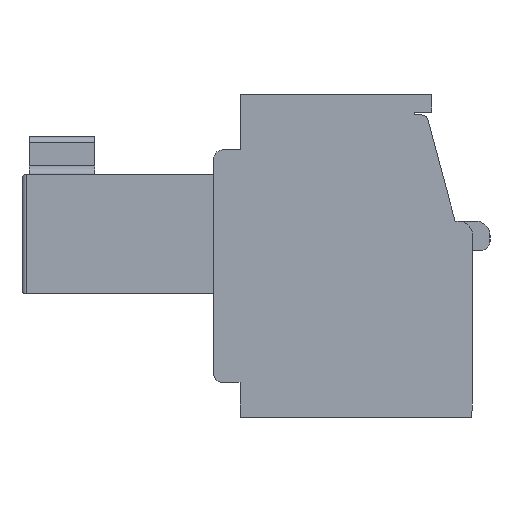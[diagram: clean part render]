
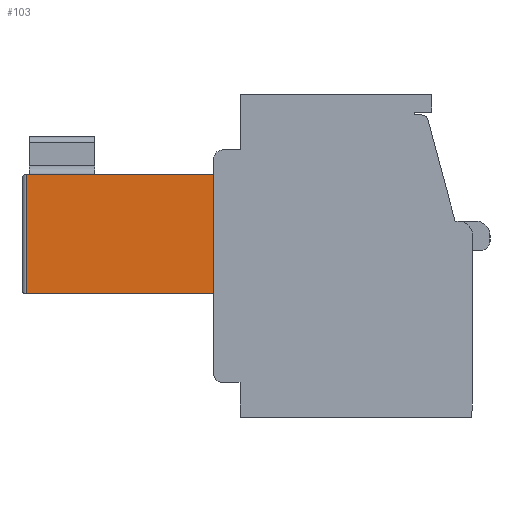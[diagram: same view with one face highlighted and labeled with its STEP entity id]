
A CAD part, left-side view. The second image highlights one B-rep face of the part: STEP entity #103.
In plain terms, the highlighted planar face has unit normal (-1, 0.013, 0).
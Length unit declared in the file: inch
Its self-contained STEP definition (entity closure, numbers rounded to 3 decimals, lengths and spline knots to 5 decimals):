
#103 = ADVANCED_FACE ( 'NONE', ( #21076 ), #40067, .F. ) ;
#385 = DIRECTION ( 'NONE',  ( 0.013, 1., 0.007 ) ) ;
#1084 = LINE ( 'NONE', #44101, #1732 ) ;
#1472 = EDGE_CURVE ( 'NONE', #17593, #11788, #7895, .T. ) ;
#1732 = VECTOR ( 'NONE', #385, 39.37008 ) ;
#2277 = LINE ( 'NONE', #28731, #38356 ) ;
#2958 = ORIENTED_EDGE ( 'NONE', *, *, #46901, .F. ) ;
#3302 = CARTESIAN_POINT ( 'NONE',  ( 0.03491, 0.56969, 0.32874 ) ) ;
#3384 = VERTEX_POINT ( 'NONE', #40670 ) ;
#5099 = AXIS2_PLACEMENT_3D ( 'NONE', #3302, #36233, #14135 ) ;
#6531 = CARTESIAN_POINT ( 'NONE',  ( 0.03536, 0.60323, 0.16732 ) ) ;
#7895 = LINE ( 'NONE', #22528, #20553 ) ;
#8809 = DIRECTION ( 'NONE',  ( 0.013, 1., 0. ) ) ;
#8982 = CARTESIAN_POINT ( 'NONE',  ( 0.03536, 0.60323, 0.32874 ) ) ;
#10002 = LINE ( 'NONE', #43152, #41305 ) ;
#11049 = VECTOR ( 'NONE', #8809, 39.37008 ) ;
#11485 = CARTESIAN_POINT ( 'NONE',  ( 0.03197, 0.34921, 0.32874 ) ) ;
#11788 = VERTEX_POINT ( 'NONE', #33813 ) ;
#11968 = EDGE_CURVE ( 'NONE', #25059, #45979, #10002, .T. ) ;
#12220 = B_SPLINE_CURVE_WITH_KNOTS ( 'NONE', 3,
 ( #35779, #35550, #17300, #38884 ),
 .UNSPECIFIED., .F., .F.,
 ( 4, 4 ),
 ( 0., 1. ),
 .UNSPECIFIED. ) ;
#13380 = EDGE_LOOP ( 'NONE', ( #27255, #2958, #45246, #27765, #27251, #25178 ) ) ;
#14135 = DIRECTION ( 'NONE',  ( 0.013, 1., 0. ) ) ;
#16957 = DIRECTION ( 'NONE',  ( -0.013, -1., 0. ) ) ;
#17300 = CARTESIAN_POINT ( 'NONE',  ( 0.03535, 0.60318, 0.32874 ) ) ;
#17593 = VERTEX_POINT ( 'NONE', #11485 ) ;
#20553 = VECTOR ( 'NONE', #37186, 39.37008 ) ;
#21076 = FACE_OUTER_BOUND ( 'NONE', #13380, .T. ) ;
#21943 = EDGE_CURVE ( 'NONE', #3384, #17593, #2277, .T. ) ;
#22528 = CARTESIAN_POINT ( 'NONE',  ( 0.03197, 0.34921, 0.11821 ) ) ;
#22643 = VERTEX_POINT ( 'NONE', #31960 ) ;
#24674 = DIRECTION ( 'NONE',  ( 0., 0., 1. ) ) ;
#25059 = VERTEX_POINT ( 'NONE', #6531 ) ;
#25178 = ORIENTED_EDGE ( 'NONE', *, *, #11968, .F. ) ;
#27095 = LINE ( 'NONE', #41721, #11049 ) ;
#27251 = ORIENTED_EDGE ( 'NONE', *, *, #30609, .F. ) ;
#27255 = ORIENTED_EDGE ( 'NONE', *, *, #45879, .F. ) ;
#27765 = ORIENTED_EDGE ( 'NONE', *, *, #21943, .F. ) ;
#28731 = CARTESIAN_POINT ( 'NONE',  ( 0.03491, 0.56969, 0.32874 ) ) ;
#30609 = EDGE_CURVE ( 'NONE', #45979, #3384, #12220, .T. ) ;
#31960 = CARTESIAN_POINT ( 'NONE',  ( 0.03535, 0.60315, 0.16732 ) ) ;
#33813 = CARTESIAN_POINT ( 'NONE',  ( 0.03197, 0.34921, 0.16732 ) ) ;
#35550 = CARTESIAN_POINT ( 'NONE',  ( 0.03536, 0.6032, 0.32874 ) ) ;
#35779 = CARTESIAN_POINT ( 'NONE',  ( 0.03536, 0.60323, 0.32874 ) ) ;
#36233 = DIRECTION ( 'NONE',  ( 1., -0.013, 0. ) ) ;
#37186 = DIRECTION ( 'NONE',  ( 0., 0., -1. ) ) ;
#38356 = VECTOR ( 'NONE', #16957, 39.37008 ) ;
#38884 = CARTESIAN_POINT ( 'NONE',  ( 0.03535, 0.60315, 0.32874 ) ) ;
#40067 = PLANE ( 'NONE',  #5099 ) ;
#40670 = CARTESIAN_POINT ( 'NONE',  ( 0.03535, 0.60315, 0.32874 ) ) ;
#41305 = VECTOR ( 'NONE', #24674, 39.37008 ) ;
#41721 = CARTESIAN_POINT ( 'NONE',  ( 0.03491, 0.56969, 0.16732 ) ) ;
#43152 = CARTESIAN_POINT ( 'NONE',  ( 0.03536, 0.60323, 0.32874 ) ) ;
#44101 = CARTESIAN_POINT ( 'NONE',  ( 0.03535, 0.60315, 0.16732 ) ) ;
#45246 = ORIENTED_EDGE ( 'NONE', *, *, #1472, .F. ) ;
#45879 = EDGE_CURVE ( 'NONE', #22643, #25059, #1084, .T. ) ;
#45979 = VERTEX_POINT ( 'NONE', #8982 ) ;
#46901 = EDGE_CURVE ( 'NONE', #11788, #22643, #27095, .T. ) ;
